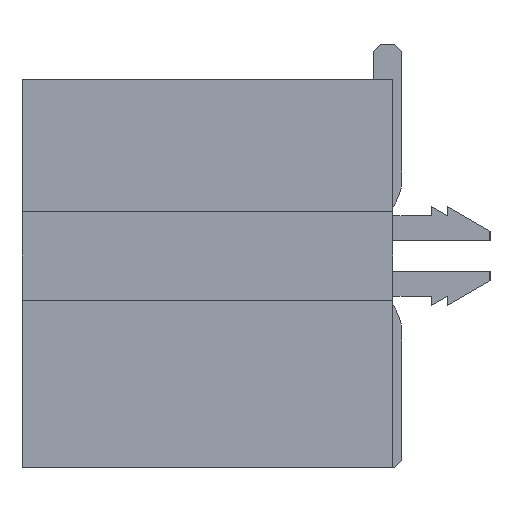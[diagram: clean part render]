
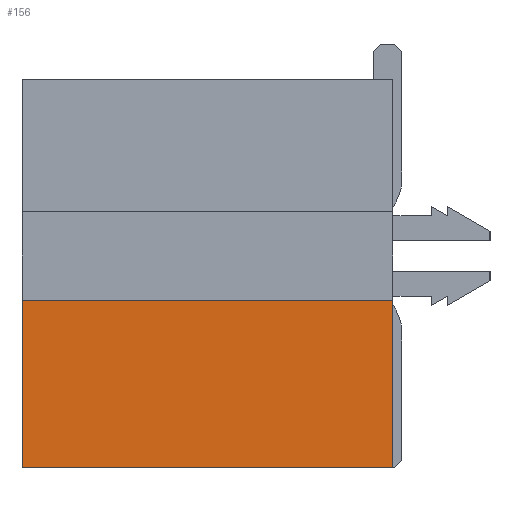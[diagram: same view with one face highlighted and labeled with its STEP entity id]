
A CAD part, left-side view. The second image highlights one B-rep face of the part: STEP entity #156.
In plain terms, the highlighted planar face has unit normal (-1, 0, 0).
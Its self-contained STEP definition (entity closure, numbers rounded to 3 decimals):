
#156 = ADVANCED_FACE('',(#157),#191,.F.);
#157 = FACE_BOUND('',#158,.T.);
#158 = EDGE_LOOP('',(#159,#169,#177,#185));
#159 = ORIENTED_EDGE('',*,*,#160,.F.);
#160 = EDGE_CURVE('',#161,#163,#165,.T.);
#161 = VERTEX_POINT('',#162);
#162 = CARTESIAN_POINT('',(-6.985,0.,-0.635));
#163 = VERTEX_POINT('',#164);
#164 = CARTESIAN_POINT('',(-6.985,0.,-3.048));
#165 = LINE('',#166,#167);
#166 = CARTESIAN_POINT('',(-6.985,0.,2.54));
#167 = VECTOR('',#168,1.);
#168 = DIRECTION('',(-0.,-0.,-1.));
#169 = ORIENTED_EDGE('',*,*,#170,.T.);
#170 = EDGE_CURVE('',#161,#171,#173,.T.);
#171 = VERTEX_POINT('',#172);
#172 = CARTESIAN_POINT('',(-6.985,5.334,-0.635));
#173 = LINE('',#174,#175);
#174 = CARTESIAN_POINT('',(-6.985,5.334,-0.635));
#175 = VECTOR('',#176,1.);
#176 = DIRECTION('',(0.,1.,0.));
#177 = ORIENTED_EDGE('',*,*,#178,.T.);
#178 = EDGE_CURVE('',#171,#179,#181,.T.);
#179 = VERTEX_POINT('',#180);
#180 = CARTESIAN_POINT('',(-6.985,5.334,-3.048));
#181 = LINE('',#182,#183);
#182 = CARTESIAN_POINT('',(-6.985,5.334,2.54));
#183 = VECTOR('',#184,1.);
#184 = DIRECTION('',(-0.,-0.,-1.));
#185 = ORIENTED_EDGE('',*,*,#186,.T.);
#186 = EDGE_CURVE('',#179,#163,#187,.T.);
#187 = LINE('',#188,#189);
#188 = CARTESIAN_POINT('',(-6.985,5.334,-3.048));
#189 = VECTOR('',#190,1.);
#190 = DIRECTION('',(0.,-1.,0.));
#191 = PLANE('',#192);
#192 = AXIS2_PLACEMENT_3D('',#193,#194,#195);
#193 = CARTESIAN_POINT('',(-6.985,5.334,2.54));
#194 = DIRECTION('',(1.,0.,0.));
#195 = DIRECTION('',(0.,0.,-1.));
